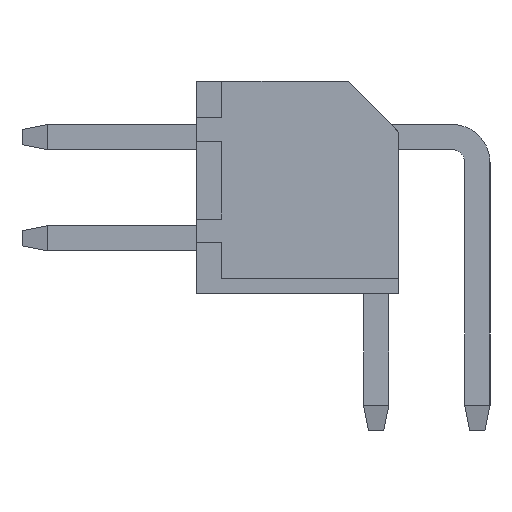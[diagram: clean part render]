
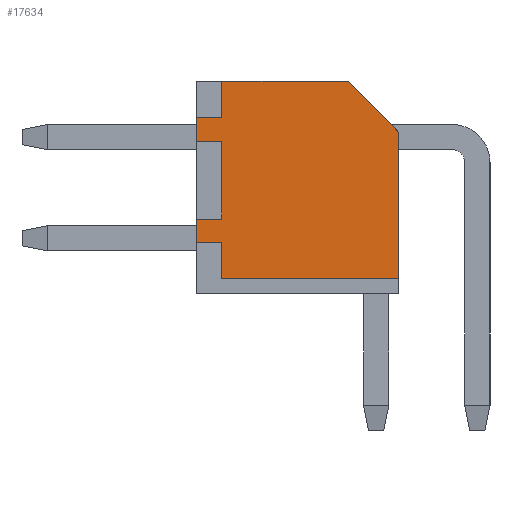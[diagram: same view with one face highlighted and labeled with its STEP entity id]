
A CAD part, left-side view. The second image highlights one B-rep face of the part: STEP entity #17634.
In plain terms, the highlighted planar face has unit normal (-1, 0, 0).
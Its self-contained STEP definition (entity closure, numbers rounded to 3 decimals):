
#17523=CARTESIAN_POINT('',(-9.,0.,0.));
#17524=DIRECTION('',(0.,0.,-1.));
#17525=DIRECTION('',(-1.,-0.,-0.));
#17526=AXIS2_PLACEMENT_3D('',#17523,#17525,#17524);
#17527=PLANE('',#17526);
#17528=CARTESIAN_POINT('',(-9.,-2.,-1.8));
#17529=VERTEX_POINT('',#17528);
#17530=CARTESIAN_POINT('',(-9.,-2.,1.1));
#17531=VERTEX_POINT('',#17530);
#17532=CARTESIAN_POINT('',(-9.,-2.,-1.8));
#17533=DIRECTION('',(0.,0.,1.));
#17534=VECTOR('',#17533,2.9);
#17535=LINE('',#17532,#17534);
#17536=EDGE_CURVE('',#17529,#17531,#17535,.T.);
#17537=ORIENTED_EDGE('',*,*,#17536,.T.);
#17538=CARTESIAN_POINT('',(-9.,-1.,2.1));
#17539=VERTEX_POINT('',#17538);
#17540=CARTESIAN_POINT('',(-9.,-2.,1.1));
#17541=DIRECTION('',(0.,0.707,0.707));
#17542=VECTOR('',#17541,1.414);
#17543=LINE('',#17540,#17542);
#17544=EDGE_CURVE('',#17531,#17539,#17543,.T.);
#17545=ORIENTED_EDGE('',*,*,#17544,.T.);
#17546=CARTESIAN_POINT('',(-9.,1.5,2.1));
#17547=VERTEX_POINT('',#17546);
#17548=CARTESIAN_POINT('',(-9.,-1.,2.1));
#17549=DIRECTION('',(0.,1.,0.));
#17550=VECTOR('',#17549,2.5);
#17551=LINE('',#17548,#17550);
#17552=EDGE_CURVE('',#17539,#17547,#17551,.T.);
#17553=ORIENTED_EDGE('',*,*,#17552,.T.);
#17554=CARTESIAN_POINT('',(-9.,1.5,1.38));
#17555=VERTEX_POINT('',#17554);
#17556=CARTESIAN_POINT('',(-9.,1.5,2.1));
#17557=DIRECTION('',(0.,0.,-1.));
#17558=VECTOR('',#17557,0.72);
#17559=LINE('',#17556,#17558);
#17560=EDGE_CURVE('',#17547,#17555,#17559,.T.);
#17561=ORIENTED_EDGE('',*,*,#17560,.T.);
#17562=CARTESIAN_POINT('',(-9.,2.,1.38));
#17563=VERTEX_POINT('',#17562);
#17564=CARTESIAN_POINT('',(-9.,1.5,1.38));
#17565=DIRECTION('',(0.,1.,0.));
#17566=VECTOR('',#17565,0.5);
#17567=LINE('',#17564,#17566);
#17568=EDGE_CURVE('',#17555,#17563,#17567,.T.);
#17569=ORIENTED_EDGE('',*,*,#17568,.T.);
#17570=CARTESIAN_POINT('',(-9.,2.,0.92));
#17571=VERTEX_POINT('',#17570);
#17572=CARTESIAN_POINT('',(-9.,2.,1.38));
#17573=DIRECTION('',(0.,0.,-1.));
#17574=VECTOR('',#17573,0.46);
#17575=LINE('',#17572,#17574);
#17576=EDGE_CURVE('',#17563,#17571,#17575,.T.);
#17577=ORIENTED_EDGE('',*,*,#17576,.T.);
#17578=CARTESIAN_POINT('',(-9.,1.5,0.92));
#17579=VERTEX_POINT('',#17578);
#17580=CARTESIAN_POINT('',(-9.,2.,0.92));
#17581=DIRECTION('',(0.,-1.,0.));
#17582=VECTOR('',#17581,0.5);
#17583=LINE('',#17580,#17582);
#17584=EDGE_CURVE('',#17571,#17579,#17583,.T.);
#17585=ORIENTED_EDGE('',*,*,#17584,.T.);
#17586=CARTESIAN_POINT('',(-9.,1.5,-0.62));
#17587=VERTEX_POINT('',#17586);
#17588=CARTESIAN_POINT('',(-9.,1.5,0.92));
#17589=DIRECTION('',(0.,0.,-1.));
#17590=VECTOR('',#17589,1.54);
#17591=LINE('',#17588,#17590);
#17592=EDGE_CURVE('',#17579,#17587,#17591,.T.);
#17593=ORIENTED_EDGE('',*,*,#17592,.T.);
#17594=CARTESIAN_POINT('',(-9.,2.,-0.62));
#17595=VERTEX_POINT('',#17594);
#17596=CARTESIAN_POINT('',(-9.,1.5,-0.62));
#17597=DIRECTION('',(0.,1.,0.));
#17598=VECTOR('',#17597,0.5);
#17599=LINE('',#17596,#17598);
#17600=EDGE_CURVE('',#17587,#17595,#17599,.T.);
#17601=ORIENTED_EDGE('',*,*,#17600,.T.);
#17602=CARTESIAN_POINT('',(-9.,2.,-1.08));
#17603=VERTEX_POINT('',#17602);
#17604=CARTESIAN_POINT('',(-9.,2.,-0.62));
#17605=DIRECTION('',(0.,0.,-1.));
#17606=VECTOR('',#17605,0.46);
#17607=LINE('',#17604,#17606);
#17608=EDGE_CURVE('',#17595,#17603,#17607,.T.);
#17609=ORIENTED_EDGE('',*,*,#17608,.T.);
#17610=CARTESIAN_POINT('',(-9.,1.5,-1.08));
#17611=VERTEX_POINT('',#17610);
#17612=CARTESIAN_POINT('',(-9.,2.,-1.08));
#17613=DIRECTION('',(0.,-1.,0.));
#17614=VECTOR('',#17613,0.5);
#17615=LINE('',#17612,#17614);
#17616=EDGE_CURVE('',#17603,#17611,#17615,.T.);
#17617=ORIENTED_EDGE('',*,*,#17616,.T.);
#17618=CARTESIAN_POINT('',(-9.,1.5,-1.8));
#17619=VERTEX_POINT('',#17618);
#17620=CARTESIAN_POINT('',(-9.,1.5,-1.08));
#17621=DIRECTION('',(0.,0.,-1.));
#17622=VECTOR('',#17621,0.72);
#17623=LINE('',#17620,#17622);
#17624=EDGE_CURVE('',#17611,#17619,#17623,.T.);
#17625=ORIENTED_EDGE('',*,*,#17624,.T.);
#17626=CARTESIAN_POINT('',(-9.,1.5,-1.8));
#17627=DIRECTION('',(0.,-1.,0.));
#17628=VECTOR('',#17627,3.5);
#17629=LINE('',#17626,#17628);
#17630=EDGE_CURVE('',#17619,#17529,#17629,.T.);
#17631=ORIENTED_EDGE('',*,*,#17630,.T.);
#17632=EDGE_LOOP('',(#17537,#17545,#17553,#17561,#17569,#17577,#17585,#17593,#17601,#17609,#17617,#17625,#17631));
#17633=FACE_OUTER_BOUND('',#17632,.T.);
#17634=ADVANCED_FACE('',(#17633),#17527,.T.);
